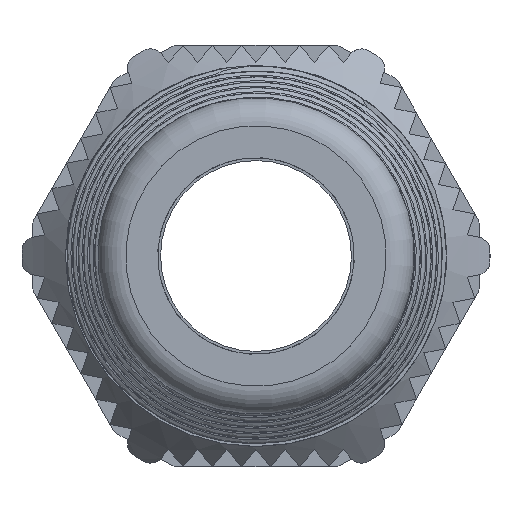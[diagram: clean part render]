
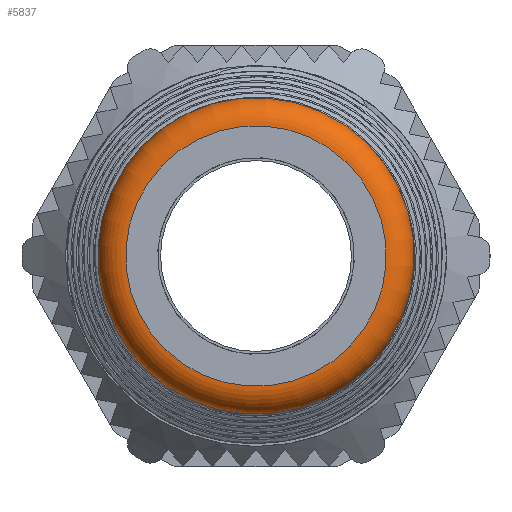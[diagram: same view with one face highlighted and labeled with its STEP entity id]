
A CAD part, left-side view. The second image highlights one B-rep face of the part: STEP entity #5837.
In plain terms, the highlighted toroidal (fillet/blend) face has major radius 4.64 mm and minor radius 1 mm.
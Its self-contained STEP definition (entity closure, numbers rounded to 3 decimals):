
#158=TOROIDAL_SURFACE('',#6420,4.64,1.);
#196=FACE_BOUND('',#1953,.T.);
#1593=FACE_OUTER_BOUND('',#1952,.T.);
#1952=EDGE_LOOP('',(#5417));
#1953=EDGE_LOOP('',(#5418));
#2232=CIRCLE('',#6421,4.64);
#2233=CIRCLE('',#6422,5.64);
#2888=VERTEX_POINT('',#19434);
#2889=VERTEX_POINT('',#19436);
#3737=EDGE_CURVE('',#2888,#2888,#2232,.T.);
#3738=EDGE_CURVE('',#2889,#2889,#2233,.T.);
#5417=ORIENTED_EDGE('',*,*,#3737,.T.);
#5418=ORIENTED_EDGE('',*,*,#3738,.T.);
#5837=ADVANCED_FACE('',(#1593,#196),#158,.T.);
#6420=AXIS2_PLACEMENT_3D('',#19433,#7950,#7951);
#6421=AXIS2_PLACEMENT_3D('',#19435,#7952,#7953);
#6422=AXIS2_PLACEMENT_3D('',#19437,#7954,#7955);
#7950=DIRECTION('center_axis',(-1.,0.,0.));
#7951=DIRECTION('ref_axis',(0.,0.,1.));
#7952=DIRECTION('center_axis',(-1.,0.,0.));
#7953=DIRECTION('ref_axis',(0.,0.,
-1.));
#7954=DIRECTION('center_axis',(1.,0.,0.));
#7955=DIRECTION('ref_axis',(0.,0.,
-1.));
#19433=CARTESIAN_POINT('Origin',(4.,0.,0.));
#19434=CARTESIAN_POINT('',(5.,0.,4.64));
#19435=CARTESIAN_POINT('Origin',(5.,0.,0.));
#19436=CARTESIAN_POINT('',(4.,0.,5.64));
#19437=CARTESIAN_POINT('Origin',(4.,0.,0.));
